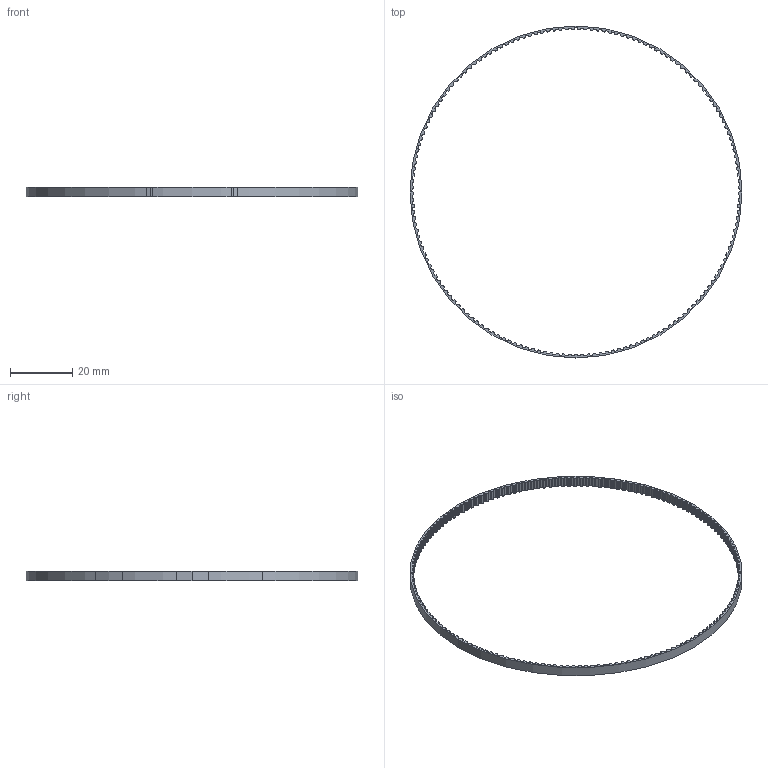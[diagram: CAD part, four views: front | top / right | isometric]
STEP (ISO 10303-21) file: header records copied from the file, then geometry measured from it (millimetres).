
FILE_DESCRIPTION (( 'STEP AP203' ), '1' );
FILE_NAME ('7887K26_MXL Series Timing Belt.STEP', '2023-01-30T15:54:45', ( 'Administrator' ), ( 'Managed by Terraform' ), 'SwSTEP 2.0', 'SolidWorks 2017', '' );
FILE_SCHEMA (( 'CONFIG_CONTROL_DESIGN' ));
Length unit declared in the file: inch
Products named in the file (1): 7887K26_MXL Series Timing Belt
Bounding box: 106.72 x 106.72 x 3.17 mm (x, y, z)
Volume: 927.2 mm3; surface area: 3023.1 mm2
Topology: 1 solids, 1 shells, 1455 faces, 4358 edges, 2905 vertices
Faces by surface type: cylinder 1123, plane 332
Entity records: 50292 total; most frequent: DIRECTION 9515, CARTESIAN_POINT 8719, ORIENTED_EDGE 8716, EDGE_CURVE 4358, AXIS2_PLACEMENT_3D 3701, VERTEX_POINT 2905, CIRCLE 2245, LINE 2113
